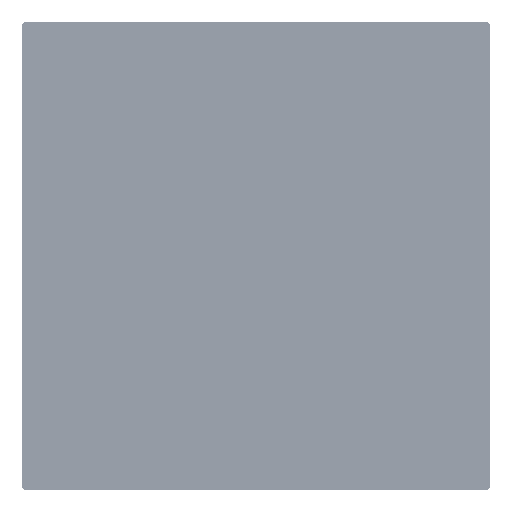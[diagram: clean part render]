
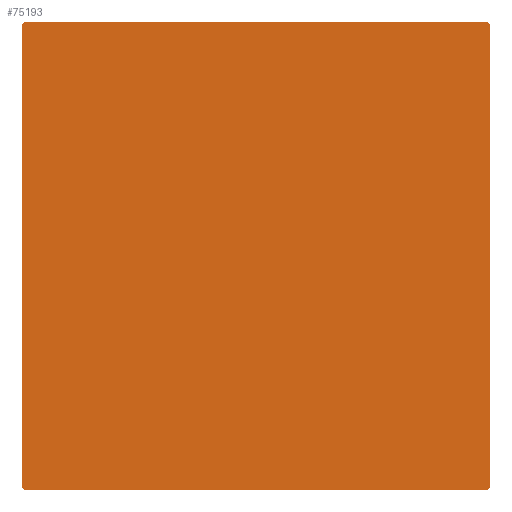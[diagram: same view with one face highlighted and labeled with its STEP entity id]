
A CAD part, top view. The second image highlights one B-rep face of the part: STEP entity #75193.
In plain terms, the highlighted planar face has unit normal (0, 0, 1).
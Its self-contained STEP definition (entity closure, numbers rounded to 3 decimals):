
#1641 = DIRECTION ( 'NONE',  ( 0., 1., 0. ) ) ;
#3151 = DIRECTION ( 'NONE',  ( 0., -1., 0. ) ) ;
#4296 = LINE ( 'NONE', #121930, #73967 ) ;
#6151 = VERTEX_POINT ( 'NONE', #132389 ) ;
#7338 = CARTESIAN_POINT ( 'NONE',  ( -796.367, 897.969, -350.001 ) ) ;
#11407 = AXIS2_PLACEMENT_3D ( 'NONE', #163187, #95693, #109557 ) ;
#12408 = AXIS2_PLACEMENT_3D ( 'NONE', #142573, #49958, #129585 ) ;
#15463 = EDGE_CURVE ( 'NONE', #106582, #6151, #4296, .T. ) ;
#16111 = VERTEX_POINT ( 'NONE', #17582 ) ;
#16821 = AXIS2_PLACEMENT_3D ( 'NONE', #112610, #123866, #164540 ) ;
#16913 = VECTOR ( 'NONE', #38302, 1000. ) ;
#17582 = CARTESIAN_POINT ( 'NONE',  ( 392.633, -591.031, -350.001 ) ) ;
#19568 = CARTESIAN_POINT ( 'NONE',  ( 403.633, -580.031, -350.001 ) ) ;
#27191 = EDGE_LOOP ( 'NONE', ( #140237, #106511, #154699, #85408, #136072, #75546, #161008, #47702 ) ) ;
#28380 = DIRECTION ( 'NONE',  ( 0., 0., 1. ) ) ;
#29211 = VERTEX_POINT ( 'NONE', #97378 ) ;
#31648 = FACE_OUTER_BOUND ( 'NONE', #27191, .T. ) ;
#38302 = DIRECTION ( 'NONE',  ( 0., 1., 0. ) ) ;
#41412 = CARTESIAN_POINT ( 'NONE',  ( 403.633, 597.969, -350.001 ) ) ;
#46768 = AXIS2_PLACEMENT_3D ( 'NONE', #107158, #28380, #1641 ) ;
#47702 = ORIENTED_EDGE ( 'NONE', *, *, #163742, .T. ) ;
#49958 = DIRECTION ( 'NONE',  ( 0., 0., 1. ) ) ;
#52165 = EDGE_CURVE ( 'NONE', #91845, #106582, #77584, .T. ) ;
#54686 = CARTESIAN_POINT ( 'NONE',  ( 403.633, 897.969, -350.001 ) ) ;
#55617 = VERTEX_POINT ( 'NONE', #106107 ) ;
#57862 = DIRECTION ( 'NONE',  ( -1., 0., 0. ) ) ;
#64735 = CARTESIAN_POINT ( 'NONE',  ( 192.633, -591.031, -350.001 ) ) ;
#66810 = LINE ( 'NONE', #54686, #16913 ) ;
#70045 = AXIS2_PLACEMENT_3D ( 'NONE', #80975, #95679, #3151 ) ;
#73967 = VECTOR ( 'NONE', #57862, 1000. ) ;
#75193 = ADVANCED_FACE ( 'NONE', ( #31648 ), #84402, .T. ) ;
#75546 = ORIENTED_EDGE ( 'NONE', *, *, #52165, .T. ) ;
#77584 = CIRCLE ( 'NONE', #16821, 11. ) ;
#79419 = LINE ( 'NONE', #64735, #136412 ) ;
#80975 = CARTESIAN_POINT ( 'NONE',  ( 192.633, 897.969, -350.001 ) ) ;
#83219 = CIRCLE ( 'NONE', #11407, 11. ) ;
#84402 = PLANE ( 'NONE',  #70045 ) ;
#85408 = ORIENTED_EDGE ( 'NONE', *, *, #95060, .T. ) ;
#89792 = CIRCLE ( 'NONE', #12408, 11. ) ;
#91845 = VERTEX_POINT ( 'NONE', #41412 ) ;
#93627 = VERTEX_POINT ( 'NONE', #19568 ) ;
#95060 = EDGE_CURVE ( 'NONE', #16111, #93627, #165614, .T. ) ;
#95679 = DIRECTION ( 'NONE',  ( 0., 0., 1. ) ) ;
#95693 = DIRECTION ( 'NONE',  ( 0., 0., 1. ) ) ;
#97378 = CARTESIAN_POINT ( 'NONE',  ( -796.367, 597.969, -350.001 ) ) ;
#100716 = VECTOR ( 'NONE', #151806, 1000. ) ;
#106107 = CARTESIAN_POINT ( 'NONE',  ( -785.367, -591.031, -350.001 ) ) ;
#106511 = ORIENTED_EDGE ( 'NONE', *, *, #119487, .T. ) ;
#106582 = VERTEX_POINT ( 'NONE', #126063 ) ;
#107158 = CARTESIAN_POINT ( 'NONE',  ( 392.633, -580.031, -350.001 ) ) ;
#109557 = DIRECTION ( 'NONE',  ( 0., 1., 0. ) ) ;
#112610 = CARTESIAN_POINT ( 'NONE',  ( 392.633, 597.969, -350.001 ) ) ;
#117540 = DIRECTION ( 'NONE',  ( 1., 0., 0. ) ) ;
#119487 = EDGE_CURVE ( 'NONE', #128903, #55617, #89792, .T. ) ;
#121930 = CARTESIAN_POINT ( 'NONE',  ( 192.633, 608.969, -350.001 ) ) ;
#123866 = DIRECTION ( 'NONE',  ( 0., 0., 1. ) ) ;
#126063 = CARTESIAN_POINT ( 'NONE',  ( 392.633, 608.969, -350.001 ) ) ;
#128903 = VERTEX_POINT ( 'NONE', #140280 ) ;
#129585 = DIRECTION ( 'NONE',  ( 0., 1., 0. ) ) ;
#132389 = CARTESIAN_POINT ( 'NONE',  ( -785.367, 608.969, -350.001 ) ) ;
#136072 = ORIENTED_EDGE ( 'NONE', *, *, #169682, .T. ) ;
#136412 = VECTOR ( 'NONE', #117540, 1000. ) ;
#140237 = ORIENTED_EDGE ( 'NONE', *, *, #156918, .T. ) ;
#140280 = CARTESIAN_POINT ( 'NONE',  ( -796.367, -580.031, -350.001 ) ) ;
#140543 = LINE ( 'NONE', #7338, #100716 ) ;
#142573 = CARTESIAN_POINT ( 'NONE',  ( -785.367, -580.031, -350.001 ) ) ;
#151806 = DIRECTION ( 'NONE',  ( 0., -1., 0. ) ) ;
#154699 = ORIENTED_EDGE ( 'NONE', *, *, #156361, .T. ) ;
#156361 = EDGE_CURVE ( 'NONE', #55617, #16111, #79419, .T. ) ;
#156918 = EDGE_CURVE ( 'NONE', #29211, #128903, #140543, .T. ) ;
#161008 = ORIENTED_EDGE ( 'NONE', *, *, #15463, .T. ) ;
#163187 = CARTESIAN_POINT ( 'NONE',  ( -785.367, 597.969, -350.001 ) ) ;
#163742 = EDGE_CURVE ( 'NONE', #6151, #29211, #83219, .T. ) ;
#164540 = DIRECTION ( 'NONE',  ( 0., 1., 0. ) ) ;
#165614 = CIRCLE ( 'NONE', #46768, 11. ) ;
#169682 = EDGE_CURVE ( 'NONE', #93627, #91845, #66810, .T. ) ;
